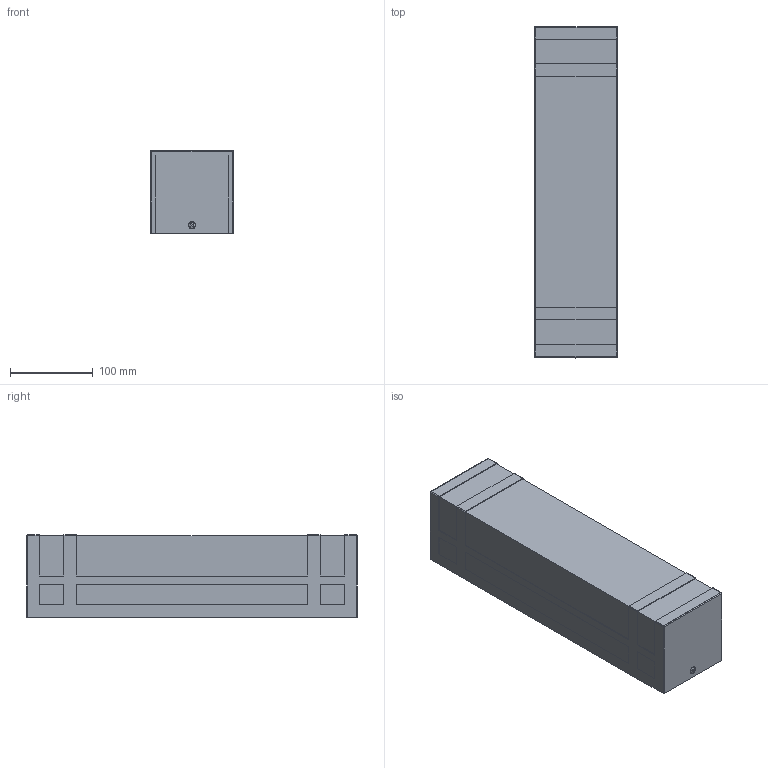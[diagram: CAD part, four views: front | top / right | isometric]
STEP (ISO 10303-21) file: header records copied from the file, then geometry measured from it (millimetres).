
FILE_DESCRIPTION (( 'STEP AP203' ), '1' );
FILE_NAME ('HU 12 W1._exported.step', '2025-02-09T08:54:50', ( '' ), ( '' ), 'SwSTEP 2.0', 'SolidWorks 2023', '' );
FILE_SCHEMA (( 'CONFIG_CONTROL_DESIGN' ));
Length unit declared in the file: millimetre
Products named in the file (1): HU 12 W1._exported
Bounding box: 100 x 401.96 x 100 mm (x, y, z)
Surface area: 327808.9 mm2 (no closed solid volume)
Topology: 0 solids, 10 shells, 132 faces, 416 edges, 286 vertices
Faces by surface type: plane 70, cylinder 40, sphere 16, cone 6
Entity records: 4622 total; most frequent: CARTESIAN_POINT 879, DIRECTION 782, ORIENTED_EDGE 666, EDGE_CURVE 412, VERTEX_POINT 286, VECTOR 276, LINE 276, AXIS2_PLACEMENT_3D 253
